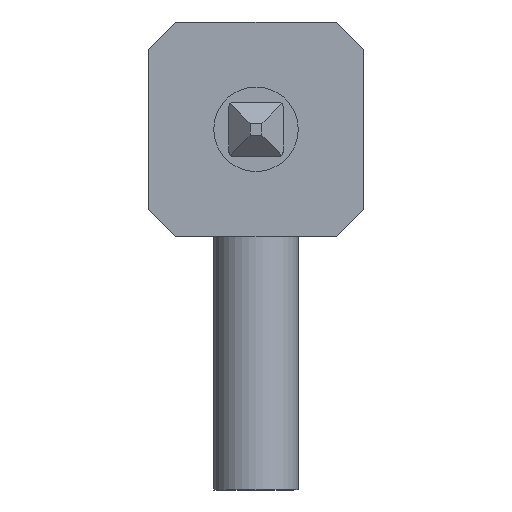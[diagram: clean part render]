
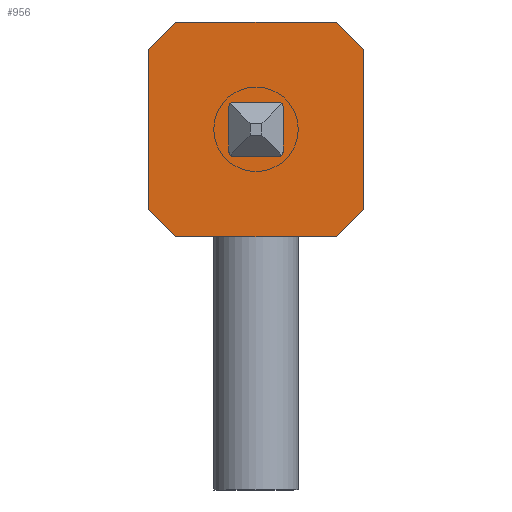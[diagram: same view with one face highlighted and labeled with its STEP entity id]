
A CAD part, front view. The second image highlights one B-rep face of the part: STEP entity #956.
In plain terms, the highlighted face is planar.
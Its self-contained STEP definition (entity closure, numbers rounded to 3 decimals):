
#72=CIRCLE('',#1053,0.05);
#73=CIRCLE('',#1054,0.05);
#74=CIRCLE('',#1055,0.05);
#75=CIRCLE('',#1056,0.05);
#136=ORIENTED_EDGE('',*,*,#406,.F.);
#137=ORIENTED_EDGE('',*,*,#407,.T.);
#138=ORIENTED_EDGE('',*,*,#408,.F.);
#139=ORIENTED_EDGE('',*,*,#409,.T.);
#140=ORIENTED_EDGE('',*,*,#410,.F.);
#141=ORIENTED_EDGE('',*,*,#411,.T.);
#142=ORIENTED_EDGE('',*,*,#412,.F.);
#143=ORIENTED_EDGE('',*,*,#413,.T.);
#144=ORIENTED_EDGE('',*,*,#386,.T.);
#145=ORIENTED_EDGE('',*,*,#414,.T.);
#146=ORIENTED_EDGE('',*,*,#403,.T.);
#147=ORIENTED_EDGE('',*,*,#415,.T.);
#148=ORIENTED_EDGE('',*,*,#376,.T.);
#149=ORIENTED_EDGE('',*,*,#416,.T.);
#150=ORIENTED_EDGE('',*,*,#401,.T.);
#151=ORIENTED_EDGE('',*,*,#417,.T.);
#376=EDGE_CURVE('',#516,#517,#608,.T.);
#386=EDGE_CURVE('',#527,#526,#618,.T.);
#401=EDGE_CURVE('',#537,#536,#633,.T.);
#403=EDGE_CURVE('',#538,#539,#635,.T.);
#406=EDGE_CURVE('',#540,#541,#638,.T.);
#407=EDGE_CURVE('',#540,#542,#72,.F.);
#408=EDGE_CURVE('',#543,#542,#639,.T.);
#409=EDGE_CURVE('',#543,#544,#73,.F.);
#410=EDGE_CURVE('',#545,#544,#640,.T.);
#411=EDGE_CURVE('',#545,#546,#74,.F.);
#412=EDGE_CURVE('',#547,#546,#641,.T.);
#413=EDGE_CURVE('',#547,#541,#75,.F.);
#414=EDGE_CURVE('',#526,#538,#642,.F.);
#415=EDGE_CURVE('',#539,#516,#643,.F.);
#416=EDGE_CURVE('',#517,#537,#644,.F.);
#417=EDGE_CURVE('',#536,#527,#645,.F.);
#516=VERTEX_POINT('',#1447);
#517=VERTEX_POINT('',#1448);
#526=VERTEX_POINT('',#1467);
#527=VERTEX_POINT('',#1469);
#536=VERTEX_POINT('',#1495);
#537=VERTEX_POINT('',#1497);
#538=VERTEX_POINT('',#1501);
#539=VERTEX_POINT('',#1502);
#540=VERTEX_POINT('',#1507);
#541=VERTEX_POINT('',#1508);
#542=VERTEX_POINT('',#1510);
#543=VERTEX_POINT('',#1512);
#544=VERTEX_POINT('',#1514);
#545=VERTEX_POINT('',#1516);
#546=VERTEX_POINT('',#1518);
#547=VERTEX_POINT('',#1520);
#608=LINE('',#1446,#704);
#618=LINE('',#1468,#714);
#633=LINE('',#1496,#729);
#635=LINE('',#1500,#731);
#638=LINE('',#1506,#734);
#639=LINE('',#1511,#735);
#640=LINE('',#1515,#736);
#641=LINE('',#1519,#737);
#642=LINE('',#1522,#738);
#643=LINE('',#1523,#739);
#644=LINE('',#1524,#740);
#645=LINE('',#1525,#741);
#704=VECTOR('',#1150,1000.);
#714=VECTOR('',#1162,1000.);
#729=VECTOR('',#1183,1000.);
#731=VECTOR('',#1187,1000.);
#734=VECTOR('',#1192,1000.);
#735=VECTOR('',#1195,1000.);
#736=VECTOR('',#1198,1000.);
#737=VECTOR('',#1201,1000.);
#738=VECTOR('',#1204,1000.);
#739=VECTOR('',#1205,1000.);
#740=VECTOR('',#1206,1000.);
#741=VECTOR('',#1207,1000.);
#806=EDGE_LOOP('',(#136,#137,#138,#139,#140,#141,#142,#143));
#807=EDGE_LOOP('',(#144,#145,#146,#147,#148,#149,#150,#151));
#864=FACE_BOUND('',#806,.T.);
#865=FACE_BOUND('',#807,.T.);
#922=PLANE('',#1052);
#956=ADVANCED_FACE('',(#864,#865),#922,.T.);
#1052=AXIS2_PLACEMENT_3D('',#1505,#1190,#1191);
#1053=AXIS2_PLACEMENT_3D('',#1509,#1193,#1194);
#1054=AXIS2_PLACEMENT_3D('',#1513,#1196,#1197);
#1055=AXIS2_PLACEMENT_3D('',#1517,#1199,#1200);
#1056=AXIS2_PLACEMENT_3D('',#1521,#1202,#1203);
#1150=DIRECTION('',(0.,-1.,0.));
#1162=DIRECTION('',(0.,1.,0.));
#1183=DIRECTION('',(1.,0.,0.));
#1187=DIRECTION('',(-1.,0.,0.));
#1190=DIRECTION('',(0.,0.,1.));
#1191=DIRECTION('',(1.,0.,0.));
#1192=DIRECTION('',(0.,-1.,0.));
#1193=DIRECTION('',(0.,0.,1.));
#1194=DIRECTION('',(1.,0.,0.));
#1195=DIRECTION('',(-1.,0.,0.));
#1196=DIRECTION('',(0.,0.,1.));
#1197=DIRECTION('',(1.,0.,0.));
#1198=DIRECTION('',(0.,1.,0.));
#1199=DIRECTION('',(0.,0.,1.));
#1200=DIRECTION('',(1.,0.,0.));
#1201=DIRECTION('',(1.,0.,0.));
#1202=DIRECTION('',(0.,0.,1.));
#1203=DIRECTION('',(1.,0.,0.));
#1204=DIRECTION('',(0.707,-0.707,0.));
#1205=DIRECTION('',(0.707,0.707,0.));
#1206=DIRECTION('',(-0.707,0.707,0.));
#1207=DIRECTION('',(-0.707,-0.707,0.));
#1446=CARTESIAN_POINT('',(0.,2.54,2.54));
#1447=CARTESIAN_POINT('',(0.,2.22,2.54));
#1448=CARTESIAN_POINT('',(0.,0.32,2.54));
#1467=CARTESIAN_POINT('',(2.54,2.22,2.54));
#1468=CARTESIAN_POINT('',(2.54,0.,2.54));
#1469=CARTESIAN_POINT('',(2.54,0.32,2.54));
#1495=CARTESIAN_POINT('',(2.22,0.,2.54));
#1496=CARTESIAN_POINT('',(0.,0.,2.54));
#1497=CARTESIAN_POINT('',(0.32,0.,2.54));
#1500=CARTESIAN_POINT('',(2.54,2.54,2.54));
#1501=CARTESIAN_POINT('',(2.22,2.54,2.54));
#1502=CARTESIAN_POINT('',(0.32,2.54,2.54));
#1505=CARTESIAN_POINT('',(0.,0.,2.54));
#1506=CARTESIAN_POINT('',(0.95,1.59,2.54));
#1507=CARTESIAN_POINT('',(0.95,1.54,2.54));
#1508=CARTESIAN_POINT('',(0.95,1.,2.54));
#1509=CARTESIAN_POINT('',(1.,1.54,2.54));
#1510=CARTESIAN_POINT('',(1.,1.59,2.54));
#1511=CARTESIAN_POINT('',(1.59,1.59,2.54));
#1512=CARTESIAN_POINT('',(1.54,1.59,2.54));
#1513=CARTESIAN_POINT('',(1.54,1.54,2.54));
#1514=CARTESIAN_POINT('',(1.59,1.54,2.54));
#1515=CARTESIAN_POINT('',(1.59,0.95,2.54));
#1516=CARTESIAN_POINT('',(1.59,1.,2.54));
#1517=CARTESIAN_POINT('',(1.54,1.,2.54));
#1518=CARTESIAN_POINT('',(1.54,0.95,2.54));
#1519=CARTESIAN_POINT('',(0.95,0.95,2.54));
#1520=CARTESIAN_POINT('',(1.,0.95,2.54));
#1521=CARTESIAN_POINT('',(1.,1.,2.54));
#1522=CARTESIAN_POINT('',(2.38,2.38,2.54));
#1523=CARTESIAN_POINT('',(-1.11,1.11,2.54));
#1524=CARTESIAN_POINT('',(0.16,0.16,2.54));
#1525=CARTESIAN_POINT('',(1.11,-1.11,2.54));
